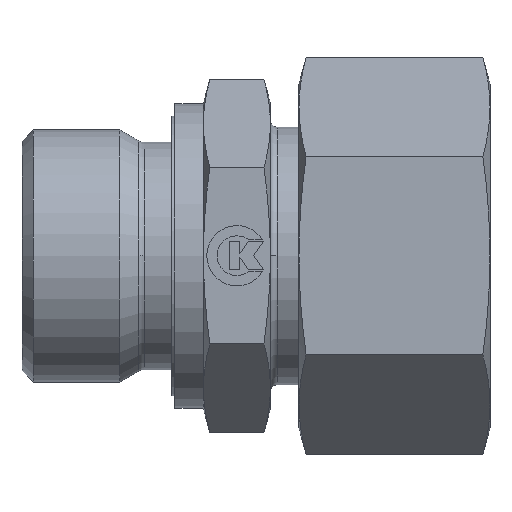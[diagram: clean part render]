
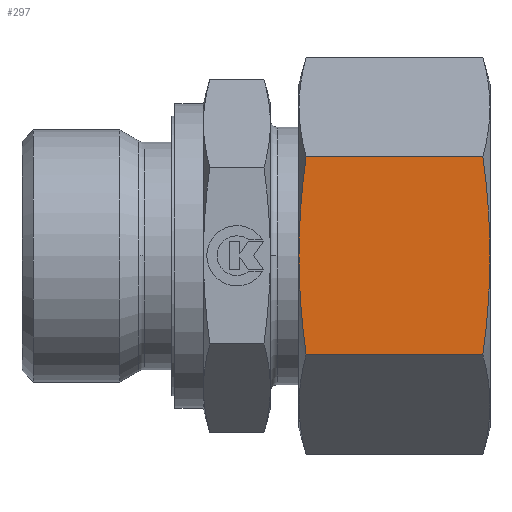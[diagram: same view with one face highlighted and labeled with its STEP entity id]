
A CAD part, top view. The second image highlights one B-rep face of the part: STEP entity #297.
In plain terms, the highlighted planar face has unit normal (0, 0, 1).
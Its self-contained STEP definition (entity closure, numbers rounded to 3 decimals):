
#297 = ADVANCED_FACE( '', ( #588 ), #589, .F. );
#588 = FACE_OUTER_BOUND( '', #903, .T. );
#589 = PLANE( '', #904 );
#903 = EDGE_LOOP( '', ( #1907, #1908, #1909, #1910, #1911, #1912 ) );
#904 = AXIS2_PLACEMENT_3D( '', #1913, #1914, #1915 );
#1907 = ORIENTED_EDGE( '', *, *, #2383, .F. );
#1908 = ORIENTED_EDGE( '', *, *, #2375, .F. );
#1909 = ORIENTED_EDGE( '', *, *, #2384, .F. );
#1910 = ORIENTED_EDGE( '', *, *, #2385, .F. );
#1911 = ORIENTED_EDGE( '', *, *, #2378, .T. );
#1912 = ORIENTED_EDGE( '', *, *, #2386, .F. );
#1913 = CARTESIAN_POINT( '', ( 33., -10.392, 18. ) );
#1914 = DIRECTION( '', ( 0., 0., -1. ) );
#1915 = DIRECTION( '', ( 0., -1., 0. ) );
#2375 = EDGE_CURVE( '', #2906, #2908, #2909, .T. );
#2378 = EDGE_CURVE( '', #2914, #2911, #2915, .T. );
#2383 = EDGE_CURVE( '', #2908, #2921, #2922, .T. );
#2384 = EDGE_CURVE( '', #2923, #2906, #2924, .T. );
#2385 = EDGE_CURVE( '', #2914, #2923, #2925, .T. );
#2386 = EDGE_CURVE( '', #2921, #2911, #2926, .T. );
#2906 = VERTEX_POINT( '', #3873 );
#2908 = VERTEX_POINT( '', #3884 );
#2909 = LINE( '', #3885, #3886 );
#2911 = VERTEX_POINT( '', #3897 );
#2914 = VERTEX_POINT( '', #3909 );
#2915 = LINE( '', #3910, #3911 );
#2921 = VERTEX_POINT( '', #3945 );
#2922 = ( B_SPLINE_CURVE( 2, ( #3947, #3948, #3949 ), .UNSPECIFIED., .F., .F. )B_SPLINE_CURVE_WITH_KNOTS( ( 3, 3 ), ( 8.684, 20.294 ), .UNSPECIFIED. )RATIONAL_B_SPLINE_CURVE( ( 1.058, 1.068, 1. ) )BOUNDED_CURVE(  )REPRESENTATION_ITEM( '' )GEOMETRIC_REPRESENTATION_ITEM(  )CURVE(  ) );
#2923 = VERTEX_POINT( '', #3956 );
#2924 = ( B_SPLINE_CURVE( 2, ( #3958, #3959, #3960 ), .UNSPECIFIED., .F., .F. )B_SPLINE_CURVE_WITH_KNOTS( ( 3, 3 ), ( 20.294, 31.904 ), .UNSPECIFIED. )RATIONAL_B_SPLINE_CURVE( ( 1., 1.068, 1.058 ) )BOUNDED_CURVE(  )REPRESENTATION_ITEM( '' )GEOMETRIC_REPRESENTATION_ITEM(  )CURVE(  ) );
#2925 = ( B_SPLINE_CURVE( 2, ( #3968, #3969, #3970 ), .UNSPECIFIED., .F., .F. )B_SPLINE_CURVE_WITH_KNOTS( ( 3, 3 ), ( 8.684, 20.294 ), .UNSPECIFIED. )RATIONAL_B_SPLINE_CURVE( ( 1.058, 1.068, 1. ) )BOUNDED_CURVE(  )REPRESENTATION_ITEM( '' )GEOMETRIC_REPRESENTATION_ITEM(  )CURVE(  ) );
#2926 = ( B_SPLINE_CURVE( 2, ( #3978, #3979, #3980 ), .UNSPECIFIED., .F., .F. )B_SPLINE_CURVE_WITH_KNOTS( ( 3, 3 ), ( 20.294, 31.904 ), .UNSPECIFIED. )RATIONAL_B_SPLINE_CURVE( ( 1., 1.068, 1.058 ) )BOUNDED_CURVE(  )REPRESENTATION_ITEM( '' )GEOMETRIC_REPRESENTATION_ITEM(  )CURVE(  ) );
#3873 = CARTESIAN_POINT( '', ( 32.254, -10.392, 18. ) );
#3884 = CARTESIAN_POINT( '', ( 13.746, -10.392, 18. ) );
#3885 = CARTESIAN_POINT( '', ( 33., -10.392, 18. ) );
#3886 = VECTOR( '', #4597, 1. );
#3897 = CARTESIAN_POINT( '', ( 13.746, 10.392, 18. ) );
#3909 = CARTESIAN_POINT( '', ( 32.254, 10.392, 18. ) );
#3910 = CARTESIAN_POINT( '', ( 33., 10.392, 18. ) );
#3911 = VECTOR( '', #4598, 1. );
#3945 = CARTESIAN_POINT( '', ( 13., 0., 18. ) );
#3947 = CARTESIAN_POINT( '', ( 13.746, -10.392, 18. ) );
#3948 = CARTESIAN_POINT( '', ( 13., -4.823, 18. ) );
#3949 = CARTESIAN_POINT( '', ( 13., 0., 18. ) );
#3956 = CARTESIAN_POINT( '', ( 33., 0., 18. ) );
#3958 = CARTESIAN_POINT( '', ( 33., 0., 18. ) );
#3959 = CARTESIAN_POINT( '', ( 33., -4.823, 18. ) );
#3960 = CARTESIAN_POINT( '', ( 32.254, -10.392, 18. ) );
#3968 = CARTESIAN_POINT( '', ( 32.254, 10.392, 18. ) );
#3969 = CARTESIAN_POINT( '', ( 33., 4.823, 18. ) );
#3970 = CARTESIAN_POINT( '', ( 33., 0., 18. ) );
#3978 = CARTESIAN_POINT( '', ( 13., 0., 18. ) );
#3979 = CARTESIAN_POINT( '', ( 13., 4.823, 18. ) );
#3980 = CARTESIAN_POINT( '', ( 13.746, 10.392, 18. ) );
#4597 = DIRECTION( '', ( -1., 0., 0. ) );
#4598 = DIRECTION( '', ( -1., 0., 0. ) );
